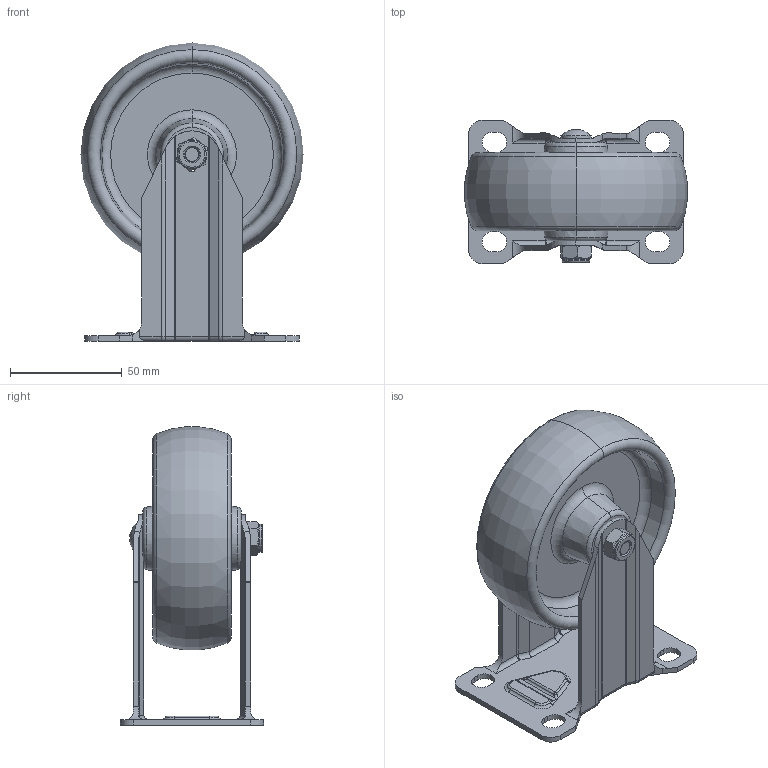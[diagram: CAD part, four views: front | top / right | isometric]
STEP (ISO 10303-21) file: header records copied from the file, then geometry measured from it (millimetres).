
FILE_DESCRIPTION (( 'STEP AP203' ), '1' );
FILE_NAME ('R4426.STEP', '2020-02-21T04:47:27', ( '' ), ( '' ), 'SwSTEP 2.0', 'SolidWorks 2013', '' );
FILE_SCHEMA (( 'CONFIG_CONTROL_DESIGN' ));
Length unit declared in the file: millimetre
Products named in the file (1): R4426
Bounding box: 99.74 x 64 x 133.37 mm (x, y, z)
Volume: 169214 mm3; surface area: 63169.3 mm2
Topology: 4 solids, 4 shells, 460 faces, 1089 edges, 639 vertices
Faces by surface type: torus 142, cylinder 120, plane 102, cone 72, bspline 14, sphere 10
Entity records: 13911 total; most frequent: CARTESIAN_POINT 3136, DIRECTION 2454, ORIENTED_EDGE 2162, EDGE_CURVE 1081, AXIS2_PLACEMENT_3D 1030, VERTEX_POINT 639, CIRCLE 583, EDGE_LOOP 486
